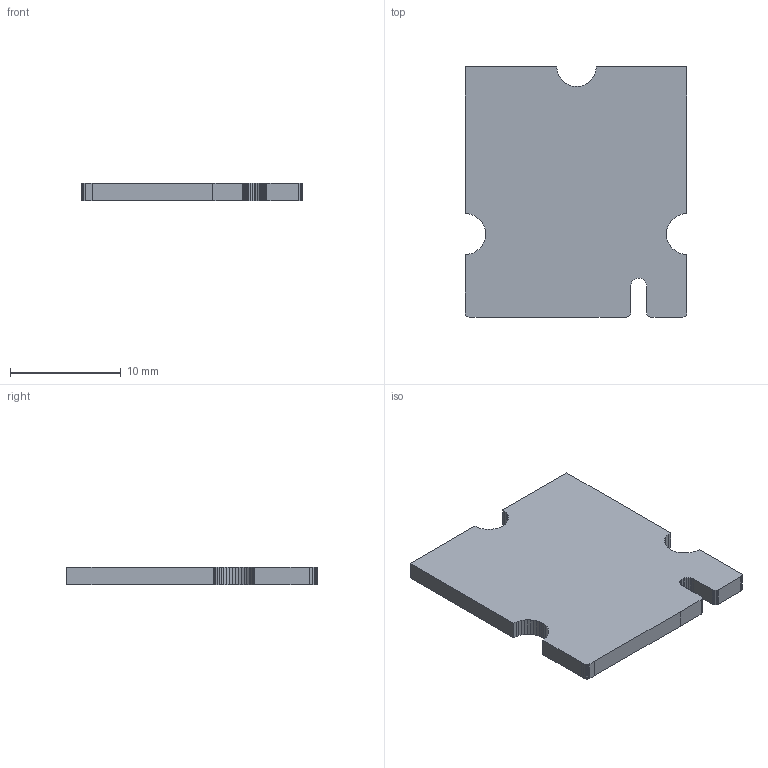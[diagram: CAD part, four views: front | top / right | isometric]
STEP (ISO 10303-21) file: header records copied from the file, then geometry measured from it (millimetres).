
FILE_DESCRIPTION(('KiCad electronic assembly'),'2;1');
FILE_NAME('Cookie_Mantis_Base.step','2023-03-30T14:08:59',('Pcbnew'),( 'Kicad'),'Open CASCADE STEP processor 7.6','KiCad to STEP converter' ,'Unknown');
FILE_SCHEMA(('AUTOMOTIVE_DESIGN { 1 0 10303 214 1 1 1 1 }'));
Length unit declared in the file: millimetre
Products named in the file (2): Cookie_Mantis_Base 1; PCB
Assembly tree (1 placements, depth 2):
  Cookie_Mantis_Base 1
    PCB
Bounding box: 20.04 x 22.61 x 1.6 mm (x, y, z)
Volume: 691.7 mm3; surface area: 1020.3 mm2
Topology: 1 solids, 1 shells, 111 faces, 327 edges, 218 vertices
Faces by surface type: plane 111
Entity records: 7919 total; most frequent: CARTESIAN_POINT 1312, DIRECTION 1207, LINE 981, VECTOR 981, ORIENTED_EDGE 654, PCURVE 654, DEFINITIONAL_REPRESENTATION 654, EDGE_CURVE 327
